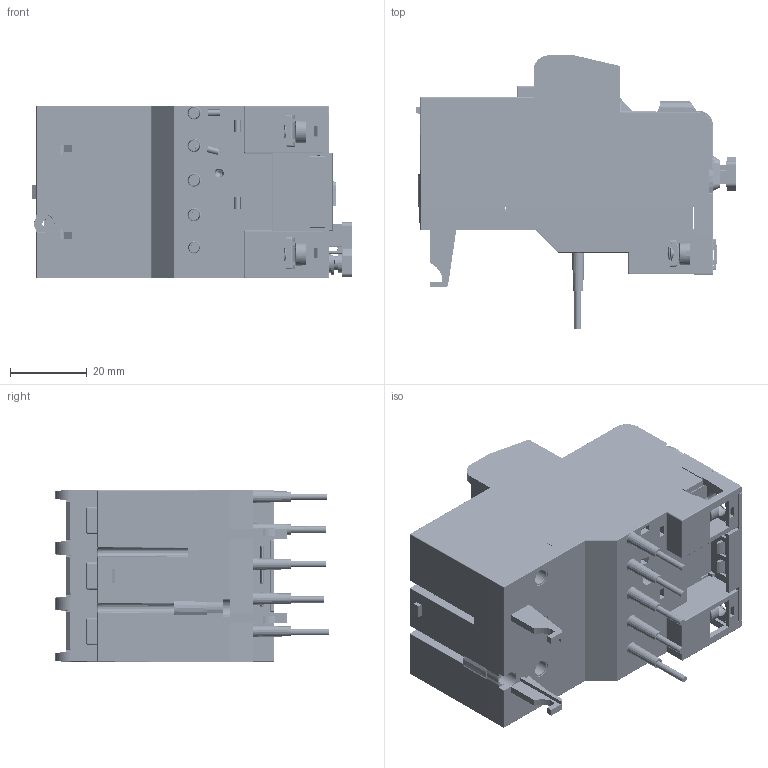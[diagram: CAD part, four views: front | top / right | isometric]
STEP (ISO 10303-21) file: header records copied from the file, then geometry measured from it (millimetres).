
FILE_DESCRIPTION((''),'2;1');
FILE_NAME('12R10001X01 - 320-B1 Body.stp','2015-05-26T11:47:01',('rshanor'),(''),'Autodesk Inventor 2013','Autodesk Inventor 2013','');
FILE_SCHEMA(('AUTOMOTIVE_DESIGN { 1 2 10303 214 0 1 1 1 }'));
Length unit declared in the file: millimetre
Products named in the file (1): 12R10001X01
Bounding box: 83.1 x 71.01 x 44.87 mm (x, y, z)
Surface area: 75102.6 mm2 (no closed solid volume)
Topology: 0 solids, 59 shells, 6034 faces, 15673 edges, 9715 vertices
Faces by surface type: plane 2622, cylinder 1849, bspline 759, torus 332, sphere 311, cone 161
Full cylindrical faces by diameter (mm): 0.5 x6, 0.8 x1, 1 x2, 1.23 x1, 1.6 x1, 1.7 x28, 1.75 x2, 1.8 x6, 2 x2, 2.1 x1, 2.15 x1, 2.2 x5, 2.3 x5, 2.4 x1, 2.5 x8, 2.8 x2, 3 x9, 3.5 x1, 3.65 x1, 3.9 x10, 4 x6, 4.1 x4, 4.35 x1, 4.4 x1, 4.5 x4, 4.55 x1, 5 x4, 5.2 x1, 6 x12, 6.25 x1
Entity records: 279603 total; most frequent: CARTESIAN_POINT 131169, ORIENTED_EDGE 30252, DIRECTION 28942, EDGE_CURVE 15147, AXIS2_PLACEMENT_3D 10370, VERTEX_POINT 9571, VECTOR 8202, LINE 8202
